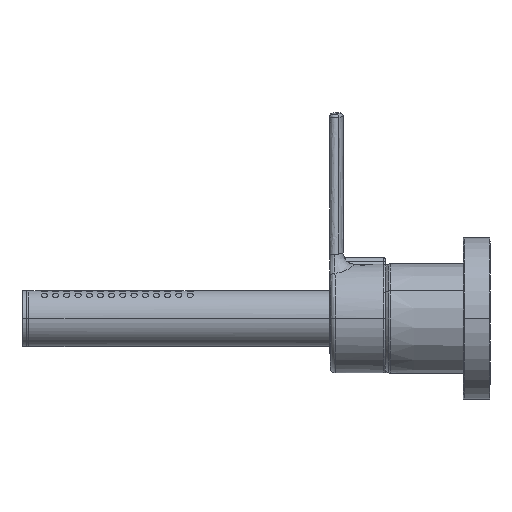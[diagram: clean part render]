
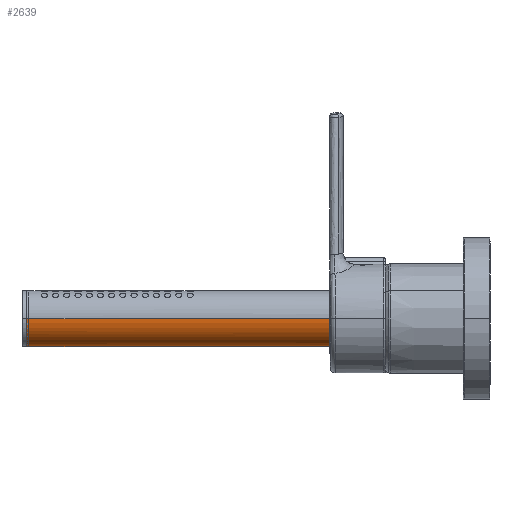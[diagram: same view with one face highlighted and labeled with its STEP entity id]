
A CAD part, left-side view. The second image highlights one B-rep face of the part: STEP entity #2639.
In plain terms, the highlighted cylindrical face has radius 12.5 mm (diameter 25 mm), a partial arc.
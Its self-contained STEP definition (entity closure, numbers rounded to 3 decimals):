
#15 = CARTESIAN_POINT ( 'NONE',  ( 0., 20., 0. ) ) ;
#232 = ORIENTED_EDGE ( 'NONE', *, *, #4556, .T. ) ;
#495 = CARTESIAN_POINT ( 'NONE',  ( -12.17, 204.6, -3.281 ) ) ;
#923 = EDGE_CURVE ( 'NONE', #16195, #11115, #16206, .T. ) ;
#1643 = CARTESIAN_POINT ( 'NONE',  ( -3.366, 204.6, -12.147 ) ) ;
#1806 = ORIENTED_EDGE ( 'NONE', *, *, #923, .T. ) ;
#2072 = CARTESIAN_POINT ( 'NONE',  ( 0.037, 204.6, -12.5 ) ) ;
#2224 = ORIENTED_EDGE ( 'NONE', *, *, #9188, .T. ) ;
#2614 = CYLINDRICAL_SURFACE ( 'NONE', #16502, 12.5 ) ;
#2639 = ADVANCED_FACE ( 'NONE', ( #11079 ), #2614, .T. ) ;
#2787 = AXIS2_PLACEMENT_3D ( 'NONE', #15, #14288, #13051 ) ;
#3864 = ORIENTED_EDGE ( 'NONE', *, *, #15632, .F. ) ;
#4127 = ORIENTED_EDGE ( 'NONE', *, *, #12311, .F. ) ;
#4556 = EDGE_CURVE ( 'NONE', #11115, #6133, #9429, .T. ) ;
#4694 = CARTESIAN_POINT ( 'NONE',  ( -12.5, 204.6, -0.037 ) ) ;
#4818 = CARTESIAN_POINT ( 'NONE',  ( 12.5, 204.6, 0.037 ) ) ;
#4829 = CARTESIAN_POINT ( 'NONE',  ( 12.5, 204.6, 0.037 ) ) ;
#5398 = CARTESIAN_POINT ( 'NONE',  ( -12.5, 20., -0.037 ) ) ;
#6133 = VERTEX_POINT ( 'NONE', #10984 ) ;
#6152 = CARTESIAN_POINT ( 'NONE',  ( 7.711, 204.6, -9.973 ) ) ;
#6164 = DIRECTION ( 'NONE',  ( 0., -1., 0. ) ) ;
#6552 = CARTESIAN_POINT ( 'NONE',  ( 0., 204.6, 0. ) ) ;
#6786 = CARTESIAN_POINT ( 'NONE',  ( -10.013, 204.6, -7.656 ) ) ;
#6956 = CARTESIAN_POINT ( 'NONE',  ( -7.726, 204.6, -9.959 ) ) ;
#7375 = CARTESIAN_POINT ( 'NONE',  ( 0.037, 204.6, -12.5 ) ) ;
#7434 = CARTESIAN_POINT ( 'NONE',  ( 12.5, 204.6, 0.037 ) ) ;
#7507 = DIRECTION ( 'NONE',  ( 0., -1., 0. ) ) ;
#7869 = EDGE_LOOP ( 'NONE', ( #1806, #232, #3864, #4127, #15991, #2224 ) ) ;
#8185 = CARTESIAN_POINT ( 'NONE',  ( -0.125, 204.6, -12.499 ) ) ;
#8501 = CARTESIAN_POINT ( 'NONE',  ( -0.125, 204.6, -12.499 ) ) ;
#8612 = CARTESIAN_POINT ( 'NONE',  ( 10.941, 204.6, -6.263 ) ) ;
#8678 = VERTEX_POINT ( 'NONE', #5398 ) ;
#8726 = CARTESIAN_POINT ( 'NONE',  ( 12.184, 204.6, -3.236 ) ) ;
#8976 = DIRECTION ( 'NONE',  ( -1., 0., -0.003 ) ) ;
#9188 = EDGE_CURVE ( 'NONE', #15405, #16195, #10822, .T. ) ;
#9429 = LINE ( 'NONE', #4829, #15869 ) ;
#9589 = CARTESIAN_POINT ( 'NONE',  ( -6.356, 204.6, -10.885 ) ) ;
#9735 = CIRCLE ( 'NONE', #2787, 12.5 ) ;
#9957 = CARTESIAN_POINT ( 'NONE',  ( 3.307, 204.6, -12.165 ) ) ;
#10133 = B_SPLINE_CURVE_WITH_KNOTS ( 'NONE', 3,
 ( #14056, #15885, #495, #10791, #6786, #6956, #9589, #1643, #10900, #8185 ),
 .UNSPECIFIED., .F., .F.,
 ( 4, 2, 2, 2, 4 ),
 ( 0.502, 0.627, 0.751, 0.876, 1. ),
 .UNSPECIFIED. ) ;
#10425 = LINE ( 'NONE', #11335, #13229 ) ;
#10791 = CARTESIAN_POINT ( 'NONE',  ( -10.929, 204.6, -6.28 ) ) ;
#10822 = CIRCLE ( 'NONE', #15177, 12.5 ) ;
#10900 = CARTESIAN_POINT ( 'NONE',  ( -1.747, 204.6, -12.483 ) ) ;
#10984 = CARTESIAN_POINT ( 'NONE',  ( 12.5, 20., 0.037 ) ) ;
#11079 = FACE_OUTER_BOUND ( 'NONE', #7869, .T. ) ;
#11115 = VERTEX_POINT ( 'NONE', #4818 ) ;
#11335 = CARTESIAN_POINT ( 'NONE',  ( -12.5, 204.6, -0.037 ) ) ;
#12311 = EDGE_CURVE ( 'NONE', #14074, #8678, #10425, .T. ) ;
#12848 = CARTESIAN_POINT ( 'NONE',  ( 0., 204.6, 0. ) ) ;
#13051 = DIRECTION ( 'NONE',  ( 1., 0., 0.003 ) ) ;
#13229 = VECTOR ( 'NONE', #6164, 1000. ) ;
#13734 = CARTESIAN_POINT ( 'NONE',  ( 1.673, 204.6, -12.495 ) ) ;
#13851 = CARTESIAN_POINT ( 'NONE',  ( 6.327, 204.6, -10.904 ) ) ;
#14056 = CARTESIAN_POINT ( 'NONE',  ( -12.5, 204.6, -0.037 ) ) ;
#14074 = VERTEX_POINT ( 'NONE', #4694 ) ;
#14182 = DIRECTION ( 'NONE',  ( -1., 0., -0.003 ) ) ;
#14288 = DIRECTION ( 'NONE',  ( 0., -1., 0. ) ) ;
#14924 = EDGE_CURVE ( 'NONE', #14074, #15405, #10133, .T. ) ;
#15053 = DIRECTION ( 'NONE',  ( 0., -1., 0. ) ) ;
#15136 = CARTESIAN_POINT ( 'NONE',  ( 12.505, 204.6, -1.6 ) ) ;
#15177 = AXIS2_PLACEMENT_3D ( 'NONE', #6552, #15536, #8976 ) ;
#15405 = VERTEX_POINT ( 'NONE', #8501 ) ;
#15536 = DIRECTION ( 'NONE',  ( 0., -1., 0. ) ) ;
#15632 = EDGE_CURVE ( 'NONE', #8678, #6133, #9735, .T. ) ;
#15869 = VECTOR ( 'NONE', #15053, 1000. ) ;
#15885 = CARTESIAN_POINT ( 'NONE',  ( -12.495, 204.6, -1.659 ) ) ;
#15991 = ORIENTED_EDGE ( 'NONE', *, *, #14924, .T. ) ;
#16195 = VERTEX_POINT ( 'NONE', #2072 ) ;
#16206 = B_SPLINE_CURVE_WITH_KNOTS ( 'NONE', 3,
 ( #7375, #13734, #9957, #13851, #6152, #16325, #8612, #8726, #15136, #7434 ),
 .UNSPECIFIED., .F., .F.,
 ( 4, 2, 2, 2, 4 ),
 ( 0., 0.126, 0.251, 0.377, 0.502 ),
 .UNSPECIFIED. ) ;
#16325 = CARTESIAN_POINT ( 'NONE',  ( 10.018, 204.6, -7.653 ) ) ;
#16502 = AXIS2_PLACEMENT_3D ( 'NONE', #12848, #7507, #14182 ) ;
